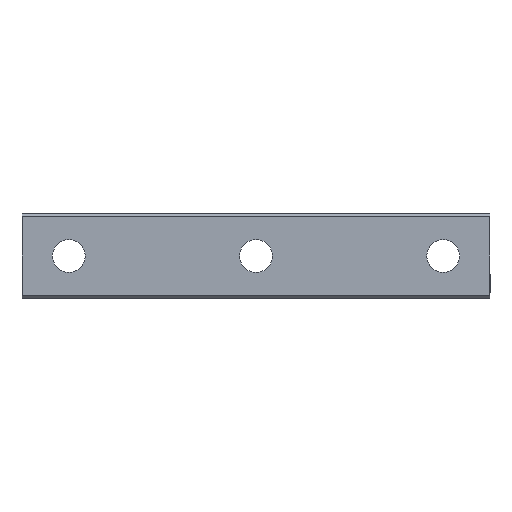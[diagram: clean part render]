
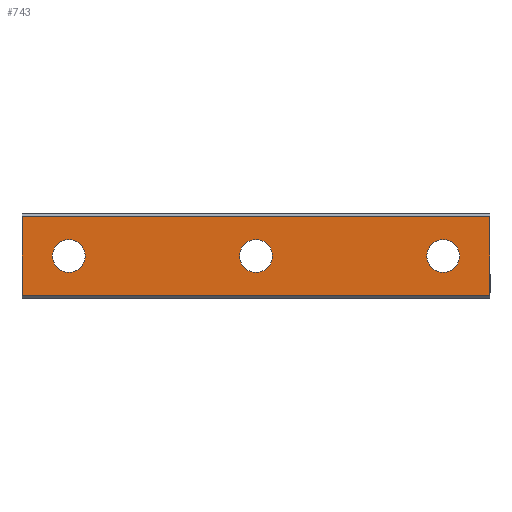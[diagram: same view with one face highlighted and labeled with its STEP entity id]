
A CAD part, front view. The second image highlights one B-rep face of the part: STEP entity #743.
In plain terms, the highlighted planar face has unit normal (0, -1, 0).
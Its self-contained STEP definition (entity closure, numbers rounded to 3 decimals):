
#2 = CARTESIAN_POINT ( 'NONE',  ( 20., 0., 0. ) ) ;
#9 = VERTEX_POINT ( 'NONE', #1233 ) ;
#15 = CIRCLE ( 'NONE', #874, 1.75 ) ;
#24 = EDGE_CURVE ( 'NONE', #361, #738, #1484, .T. ) ;
#71 = ORIENTED_EDGE ( 'NONE', *, *, #1455, .F. ) ;
#74 = AXIS2_PLACEMENT_3D ( 'NONE', #2, #454, #1259 ) ;
#79 = CARTESIAN_POINT ( 'NONE',  ( 0., 0., -1.75 ) ) ;
#97 = FACE_OUTER_BOUND ( 'NONE', #826, .T. ) ;
#99 = EDGE_CURVE ( 'NONE', #244, #1443, #15, .T. ) ;
#111 = CIRCLE ( 'NONE', #282, 1.75 ) ;
#124 = CARTESIAN_POINT ( 'NONE',  ( 45., 0., -4.2 ) ) ;
#142 = EDGE_CURVE ( 'NONE', #356, #1184, #213, .T. ) ;
#174 = ORIENTED_EDGE ( 'NONE', *, *, #897, .F. ) ;
#177 = DIRECTION ( 'NONE',  ( 0., 0., 1. ) ) ;
#213 = LINE ( 'NONE', #307, #359 ) ;
#231 = DIRECTION ( 'NONE',  ( 0., 0., 1. ) ) ;
#244 = VERTEX_POINT ( 'NONE', #713 ) ;
#255 = EDGE_CURVE ( 'NONE', #582, #790, #1337, .T. ) ;
#262 = VECTOR ( 'NONE', #334, 1000. ) ;
#272 = AXIS2_PLACEMENT_3D ( 'NONE', #823, #500, #1150 ) ;
#282 = AXIS2_PLACEMENT_3D ( 'NONE', #1328, #1195, #177 ) ;
#290 = EDGE_CURVE ( 'NONE', #1184, #361, #992, .T. ) ;
#291 = EDGE_CURVE ( 'NONE', #9, #1416, #1094, .T. ) ;
#295 = ORIENTED_EDGE ( 'NONE', *, *, #817, .F. ) ;
#302 = CARTESIAN_POINT ( 'NONE',  ( 20., 0., 0. ) ) ;
#307 = CARTESIAN_POINT ( 'NONE',  ( -5., 0., 4.2 ) ) ;
#314 = DIRECTION ( 'NONE',  ( 0., -1., 0. ) ) ;
#334 = DIRECTION ( 'NONE',  ( 1., 0., 0. ) ) ;
#335 = CARTESIAN_POINT ( 'NONE',  ( -5., 0., 4.2 ) ) ;
#344 = CARTESIAN_POINT ( 'NONE',  ( 45., 0., 4.2 ) ) ;
#356 = VERTEX_POINT ( 'NONE', #1394 ) ;
#359 = VECTOR ( 'NONE', #755, 1000. ) ;
#361 = VERTEX_POINT ( 'NONE', #399 ) ;
#399 = CARTESIAN_POINT ( 'NONE',  ( 45., 0., 4.2 ) ) ;
#454 = DIRECTION ( 'NONE',  ( 0., -1., 0. ) ) ;
#500 = DIRECTION ( 'NONE',  ( 0., -1., 0. ) ) ;
#502 = ORIENTED_EDGE ( 'NONE', *, *, #142, .F. ) ;
#540 = AXIS2_PLACEMENT_3D ( 'NONE', #302, #314, #981 ) ;
#582 = VERTEX_POINT ( 'NONE', #966 ) ;
#592 = CARTESIAN_POINT ( 'NONE',  ( 45., 0., -4.2 ) ) ;
#615 = EDGE_CURVE ( 'NONE', #790, #582, #1353, .T. ) ;
#621 = CARTESIAN_POINT ( 'NONE',  ( 20., 0., 1.75 ) ) ;
#630 = ORIENTED_EDGE ( 'NONE', *, *, #291, .F. ) ;
#643 = AXIS2_PLACEMENT_3D ( 'NONE', #1131, #779, #1244 ) ;
#676 = DIRECTION ( 'NONE',  ( 0., 0., -1. ) ) ;
#701 = ORIENTED_EDGE ( 'NONE', *, *, #615, .F. ) ;
#713 = CARTESIAN_POINT ( 'NONE',  ( 0., 0., 1.75 ) ) ;
#738 = VERTEX_POINT ( 'NONE', #124 ) ;
#743 = ADVANCED_FACE ( 'NONE', ( #97, #884, #898, #1370 ), #796, .F. ) ;
#755 = DIRECTION ( 'NONE',  ( 0., 0., 1. ) ) ;
#770 = DIRECTION ( 'NONE',  ( 0., 1., 0. ) ) ;
#779 = DIRECTION ( 'NONE',  ( 0., -1., 0. ) ) ;
#787 = VECTOR ( 'NONE', #933, 1000. ) ;
#790 = VERTEX_POINT ( 'NONE', #621 ) ;
#796 = PLANE ( 'NONE',  #1420 ) ;
#817 = EDGE_CURVE ( 'NONE', #738, #356, #1071, .T. ) ;
#823 = CARTESIAN_POINT ( 'NONE',  ( 0., 0., 0. ) ) ;
#826 = EDGE_LOOP ( 'NONE', ( #295, #1049, #1210, #502 ) ) ;
#833 = CIRCLE ( 'NONE', #272, 1.75 ) ;
#874 = AXIS2_PLACEMENT_3D ( 'NONE', #1008, #878, #1464 ) ;
#878 = DIRECTION ( 'NONE',  ( 0., -1., 0. ) ) ;
#880 = CARTESIAN_POINT ( 'NONE',  ( 45., 0., 4.2 ) ) ;
#884 = FACE_BOUND ( 'NONE', #1176, .T. ) ;
#897 = EDGE_CURVE ( 'NONE', #1443, #244, #833, .T. ) ;
#898 = FACE_BOUND ( 'NONE', #980, .T. ) ;
#909 = ORIENTED_EDGE ( 'NONE', *, *, #255, .F. ) ;
#916 = ORIENTED_EDGE ( 'NONE', *, *, #99, .F. ) ;
#933 = DIRECTION ( 'NONE',  ( -1., 0., 0. ) ) ;
#966 = CARTESIAN_POINT ( 'NONE',  ( 20., 0., -1.75 ) ) ;
#980 = EDGE_LOOP ( 'NONE', ( #71, #630 ) ) ;
#981 = DIRECTION ( 'NONE',  ( 0., 0., 1. ) ) ;
#992 = LINE ( 'NONE', #1237, #262 ) ;
#1008 = CARTESIAN_POINT ( 'NONE',  ( 0., 0., 0. ) ) ;
#1049 = ORIENTED_EDGE ( 'NONE', *, *, #24, .F. ) ;
#1071 = LINE ( 'NONE', #592, #787 ) ;
#1092 = CARTESIAN_POINT ( 'NONE',  ( 40., 0., 1.75 ) ) ;
#1094 = CIRCLE ( 'NONE', #643, 1.75 ) ;
#1131 = CARTESIAN_POINT ( 'NONE',  ( 40., 0., 0. ) ) ;
#1150 = DIRECTION ( 'NONE',  ( 0., 0., 1. ) ) ;
#1160 = EDGE_LOOP ( 'NONE', ( #701, #909 ) ) ;
#1176 = EDGE_LOOP ( 'NONE', ( #916, #174 ) ) ;
#1184 = VERTEX_POINT ( 'NONE', #335 ) ;
#1195 = DIRECTION ( 'NONE',  ( 0., -1., 0. ) ) ;
#1210 = ORIENTED_EDGE ( 'NONE', *, *, #290, .F. ) ;
#1233 = CARTESIAN_POINT ( 'NONE',  ( 40., 0., -1.75 ) ) ;
#1237 = CARTESIAN_POINT ( 'NONE',  ( 45., 0., 4.2 ) ) ;
#1244 = DIRECTION ( 'NONE',  ( 0., 0., 1. ) ) ;
#1259 = DIRECTION ( 'NONE',  ( 0., 0., 1. ) ) ;
#1328 = CARTESIAN_POINT ( 'NONE',  ( 40., 0., 0. ) ) ;
#1337 = CIRCLE ( 'NONE', #74, 1.75 ) ;
#1353 = CIRCLE ( 'NONE', #540, 1.75 ) ;
#1354 = VECTOR ( 'NONE', #676, 1000. ) ;
#1370 = FACE_BOUND ( 'NONE', #1160, .T. ) ;
#1394 = CARTESIAN_POINT ( 'NONE',  ( -5., 0., -4.2 ) ) ;
#1416 = VERTEX_POINT ( 'NONE', #1092 ) ;
#1420 = AXIS2_PLACEMENT_3D ( 'NONE', #344, #770, #231 ) ;
#1443 = VERTEX_POINT ( 'NONE', #79 ) ;
#1455 = EDGE_CURVE ( 'NONE', #1416, #9, #111, .T. ) ;
#1464 = DIRECTION ( 'NONE',  ( 0., 0., 1. ) ) ;
#1484 = LINE ( 'NONE', #880, #1354 ) ;
